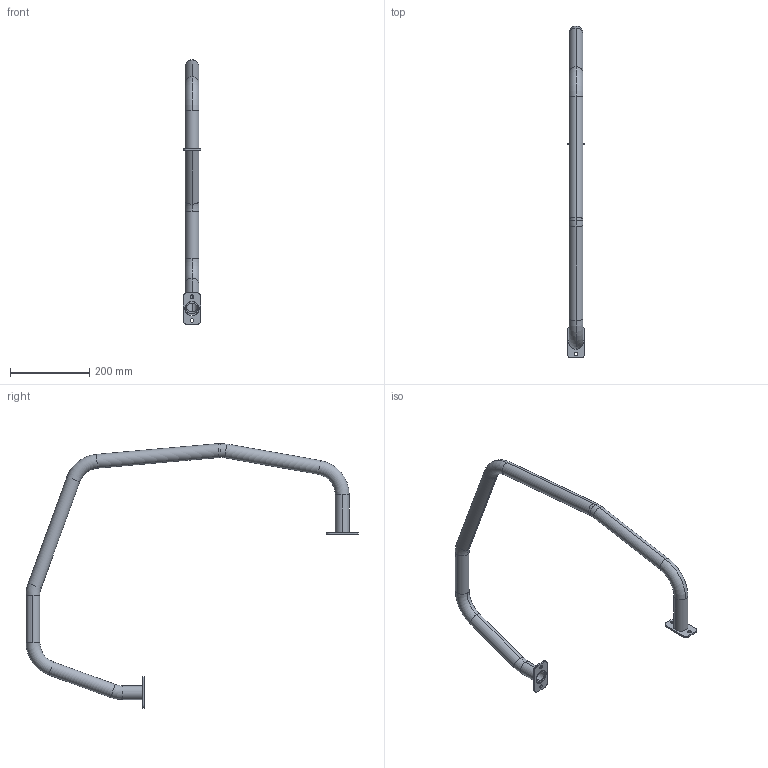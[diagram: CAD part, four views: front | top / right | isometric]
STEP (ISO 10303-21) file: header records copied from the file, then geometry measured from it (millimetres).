
FILE_DESCRIPTION (( 'STEP AP203' ), '1' );
FILE_NAME ('F1406060000.STEP', '2023-07-10T08:46:16', ( '' ), ( '' ), 'SwSTEP 2.0', 'SolidWorks 2021', '' );
FILE_SCHEMA (( 'CONFIG_CONTROL_DESIGN' ));
Length unit declared in the file: millimetre
Products named in the file (3): F1406060000; F1406060000 01; F1406060000 02
Assembly tree (3 placements, depth 2):
  F1406060000
    F1406060000 01
    F1406060000 02  x2
Bounding box: 45 x 839.5 x 669.66 mm (x, y, z)
Volume: 643393 mm3; surface area: 325695.4 mm2
Topology: 3 solids, 3 shells, 90 faces, 212 edges, 128 vertices
Faces by surface type: cylinder 48, torus 28, plane 14
Entity records: 2467 total; most frequent: DIRECTION 450, CARTESIAN_POINT 350, ORIENTED_EDGE 340, AXIS2_PLACEMENT_3D 200, EDGE_CURVE 170, CIRCLE 120, VERTEX_POINT 100, EDGE_LOOP 82
